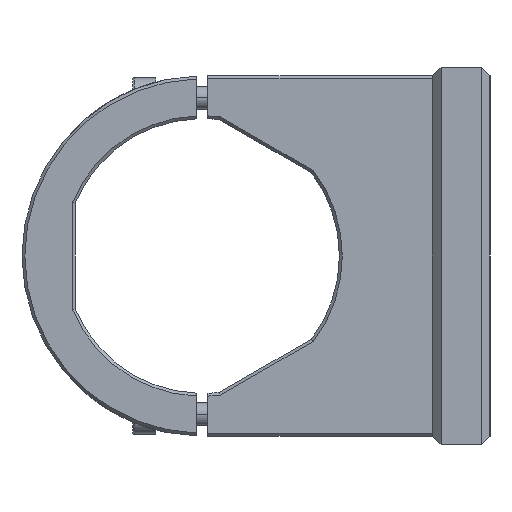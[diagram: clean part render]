
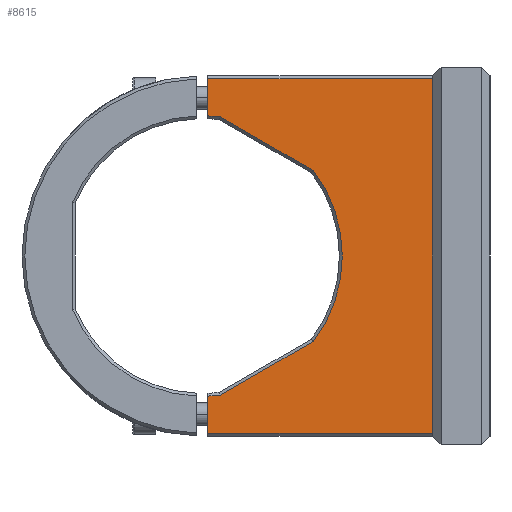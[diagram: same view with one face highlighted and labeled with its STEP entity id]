
A CAD part, left-side view. The second image highlights one B-rep face of the part: STEP entity #8615.
In plain terms, the highlighted planar face has unit normal (-1, 0, 0).
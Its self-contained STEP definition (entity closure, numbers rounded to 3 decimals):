
#20 = ORIENTED_EDGE ( 'NONE', *, *, #7623, .T. ) ;
#29 = CARTESIAN_POINT ( 'NONE',  ( -70., 0., 0. ) ) ;
#101 = AXIS2_PLACEMENT_3D ( 'NONE', #29, #6552, #9790 ) ;
#123 = EDGE_CURVE ( 'NONE', #611, #3210, #618, .T. ) ;
#136 = AXIS2_PLACEMENT_3D ( 'NONE', #4765, #8015, #4014 ) ;
#253 = VECTOR ( 'NONE', #3505, 1000. ) ;
#259 = LINE ( 'NONE', #3663, #7484 ) ;
#266 = EDGE_CURVE ( 'NONE', #8696, #9811, #948, .T. ) ;
#360 = CARTESIAN_POINT ( 'NONE',  ( -70., -1., -23.763 ) ) ;
#365 = ORIENTED_EDGE ( 'NONE', *, *, #3908, .T. ) ;
#611 = VERTEX_POINT ( 'NONE', #4558 ) ;
#618 = LINE ( 'NONE', #10540, #3496 ) ;
#858 = PLANE ( 'NONE',  #136 ) ;
#948 = CIRCLE ( 'NONE', #101, 24.35 ) ;
#1095 = DIRECTION ( 'NONE',  ( 0., 0., 1. ) ) ;
#1191 = CARTESIAN_POINT ( 'NONE',  ( -70., -1., -24.329 ) ) ;
#1418 = LINE ( 'NONE', #3125, #5483 ) ;
#1888 = EDGE_CURVE ( 'NONE', #5974, #8322, #9587, .T. ) ;
#1947 = ORIENTED_EDGE ( 'NONE', *, *, #1888, .T. ) ;
#2339 = ORIENTED_EDGE ( 'NONE', *, *, #3770, .T. ) ;
#2581 = EDGE_CURVE ( 'NONE', #5829, #7272, #259, .T. ) ;
#2611 = CARTESIAN_POINT ( 'NONE',  ( -70., -40., -30.763 ) ) ;
#2632 = VECTOR ( 'NONE', #5588, 1000. ) ;
#2666 = DIRECTION ( 'NONE',  ( 1., 0., 0. ) ) ;
#2889 = ORIENTED_EDGE ( 'NONE', *, *, #6985, .T. ) ;
#2980 = CARTESIAN_POINT ( 'NONE',  ( -70., -1., 30.763 ) ) ;
#3087 = CIRCLE ( 'NONE', #9065, 24.35 ) ;
#3125 = CARTESIAN_POINT ( 'NONE',  ( -70., -27.574, 10.061 ) ) ;
#3200 = FACE_OUTER_BOUND ( 'NONE', #4506, .T. ) ;
#3210 = VERTEX_POINT ( 'NONE', #2611 ) ;
#3220 = DIRECTION ( 'NONE',  ( 0., 0., -1. ) ) ;
#3299 = DIRECTION ( 'NONE',  ( 0., 1., 0. ) ) ;
#3357 = CARTESIAN_POINT ( 'NONE',  ( -70., -19.313, -14.831 ) ) ;
#3366 = CARTESIAN_POINT ( 'NONE',  ( -70., -3.187, -24.14 ) ) ;
#3465 = CARTESIAN_POINT ( 'NONE',  ( -70., 0., 0. ) ) ;
#3496 = VECTOR ( 'NONE', #3220, 1000. ) ;
#3500 = ORIENTED_EDGE ( 'NONE', *, *, #2581, .F. ) ;
#3505 = DIRECTION ( 'NONE',  ( 0., 0.866, -0.5 ) ) ;
#3611 = LINE ( 'NONE', #6887, #253 ) ;
#3663 = CARTESIAN_POINT ( 'NONE',  ( -70., -1., 23.763 ) ) ;
#3770 = EDGE_CURVE ( 'NONE', #9811, #5974, #3611, .T. ) ;
#3908 = EDGE_CURVE ( 'NONE', #7336, #3210, #3927, .T. ) ;
#3927 = LINE ( 'NONE', #7842, #2632 ) ;
#4014 = DIRECTION ( 'NONE',  ( 0., 0., -1. ) ) ;
#4033 = ORIENTED_EDGE ( 'NONE', *, *, #123, .F. ) ;
#4069 = CARTESIAN_POINT ( 'NONE',  ( -70., -1., 30.763 ) ) ;
#4074 = CARTESIAN_POINT ( 'NONE',  ( -70., 0., 0. ) ) ;
#4147 = AXIS2_PLACEMENT_3D ( 'NONE', #4074, #10517, #7437 ) ;
#4176 = CARTESIAN_POINT ( 'NONE',  ( -70., -19.313, 14.831 ) ) ;
#4506 = EDGE_LOOP ( 'NONE', ( #4706, #365, #4033, #5815, #3500, #2889, #20, #6001, #2339, #1947 ) ) ;
#4558 = CARTESIAN_POINT ( 'NONE',  ( -70., -40., 30.763 ) ) ;
#4706 = ORIENTED_EDGE ( 'NONE', *, *, #7851, .F. ) ;
#4765 = CARTESIAN_POINT ( 'NONE',  ( -70., -16.288, -9.489 ) ) ;
#4774 = CARTESIAN_POINT ( 'NONE',  ( -70., -1., 24.329 ) ) ;
#4803 = VERTEX_POINT ( 'NONE', #9143 ) ;
#5483 = VECTOR ( 'NONE', #6400, 1000. ) ;
#5588 = DIRECTION ( 'NONE',  ( 0., -1., 0. ) ) ;
#5815 = ORIENTED_EDGE ( 'NONE', *, *, #6922, .T. ) ;
#5829 = VERTEX_POINT ( 'NONE', #4774 ) ;
#5974 = VERTEX_POINT ( 'NONE', #3366 ) ;
#6001 = ORIENTED_EDGE ( 'NONE', *, *, #266, .T. ) ;
#6400 = DIRECTION ( 'NONE',  ( 0., -0.866, -0.5 ) ) ;
#6528 = DIRECTION ( 'NONE',  ( 0., 0., -1. ) ) ;
#6552 = DIRECTION ( 'NONE',  ( 1., 0., 0. ) ) ;
#6887 = CARTESIAN_POINT ( 'NONE',  ( -70., -19.357, -14.805 ) ) ;
#6922 = EDGE_CURVE ( 'NONE', #611, #7272, #9986, .T. ) ;
#6985 = EDGE_CURVE ( 'NONE', #5829, #4803, #3087, .T. ) ;
#7272 = VERTEX_POINT ( 'NONE', #2980 ) ;
#7336 = VERTEX_POINT ( 'NONE', #8263 ) ;
#7437 = DIRECTION ( 'NONE',  ( 0., 0., -1. ) ) ;
#7484 = VECTOR ( 'NONE', #8367, 1000. ) ;
#7623 = EDGE_CURVE ( 'NONE', #4803, #8696, #1418, .T. ) ;
#7842 = CARTESIAN_POINT ( 'NONE',  ( -70., -40., -30.763 ) ) ;
#7851 = EDGE_CURVE ( 'NONE', #7336, #8322, #9160, .T. ) ;
#8015 = DIRECTION ( 'NONE',  ( 1., 0., 0. ) ) ;
#8263 = CARTESIAN_POINT ( 'NONE',  ( -70., -1., -30.763 ) ) ;
#8322 = VERTEX_POINT ( 'NONE', #1191 ) ;
#8367 = DIRECTION ( 'NONE',  ( 0., 0., 1. ) ) ;
#8560 = VECTOR ( 'NONE', #3299, 1000. ) ;
#8615 = ADVANCED_FACE ( 'NONE', ( #3200 ), #858, .F. ) ;
#8696 = VERTEX_POINT ( 'NONE', #4176 ) ;
#8886 = VECTOR ( 'NONE', #1095, 1000. ) ;
#9065 = AXIS2_PLACEMENT_3D ( 'NONE', #3465, #2666, #6528 ) ;
#9143 = CARTESIAN_POINT ( 'NONE',  ( -70., -3.187, 24.14 ) ) ;
#9160 = LINE ( 'NONE', #360, #8886 ) ;
#9587 = CIRCLE ( 'NONE', #4147, 24.35 ) ;
#9790 = DIRECTION ( 'NONE',  ( 0., 0., -1. ) ) ;
#9811 = VERTEX_POINT ( 'NONE', #3357 ) ;
#9986 = LINE ( 'NONE', #4069, #8560 ) ;
#10517 = DIRECTION ( 'NONE',  ( 1., 0., 0. ) ) ;
#10540 = CARTESIAN_POINT ( 'NONE',  ( -70., -40., 31.263 ) ) ;
